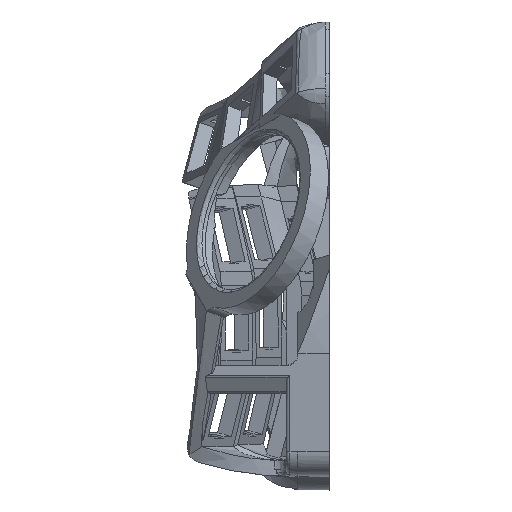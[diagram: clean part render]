
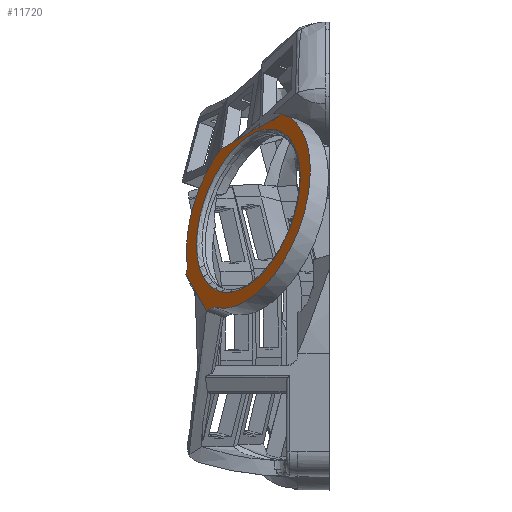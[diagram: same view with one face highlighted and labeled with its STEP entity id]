
A CAD part, left-side view. The second image highlights one B-rep face of the part: STEP entity #11720.
In plain terms, the highlighted planar face has unit normal (-0.525, 0.796, 0.3).
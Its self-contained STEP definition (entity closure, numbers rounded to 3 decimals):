
#360=CIRCLE('',#12233,26.);
#363=CIRCLE('',#12236,26.);
#365=CIRCLE('',#12243,5.);
#368=CIRCLE('',#12247,5.);
#369=CIRCLE('',#12252,21.8);
#374=CIRCLE('',#12259,22.7);
#724=FACE_BOUND('',#1976,.T.);
#1335=FACE_OUTER_BOUND('',#1975,.T.);
#1975=EDGE_LOOP('',(#10708,#10709,#10710,#10711,#10712,#10713,#10714,#10715,
#10716));
#1976=EDGE_LOOP('',(#10717));
#2074=LINE('',#15040,#3312);
#3211=LINE('',#24993,#4449);
#3221=LINE('',#25049,#4459);
#3222=LINE('',#25052,#4460);
#3312=VECTOR('',#12423,10.);
#4449=VECTOR('',#14464,10.);
#4459=VECTOR('',#14540,10.);
#4460=VECTOR('',#14543,10.);
#4561=VERTEX_POINT('',#15038);
#4562=VERTEX_POINT('',#15039);
#5558=VERTEX_POINT('',#24990);
#5559=VERTEX_POINT('',#24992);
#5560=VERTEX_POINT('',#25002);
#5563=VERTEX_POINT('',#25009);
#5564=VERTEX_POINT('',#25011);
#5568=VERTEX_POINT('',#25036);
#5572=VERTEX_POINT('',#25048);
#5573=VERTEX_POINT('',#25050);
#5695=EDGE_CURVE('',#4561,#4562,#2074,.T.);
#7262=EDGE_CURVE('',#5559,#5558,#3211,.T.);
#7267=EDGE_CURVE('',#5560,#5559,#360,.T.);
#7272=EDGE_CURVE('',#5564,#5563,#363,.T.);
#7277=EDGE_CURVE('',#4562,#5563,#365,.T.);
#7280=EDGE_CURVE('',#4561,#5560,#368,.F.);
#7286=EDGE_CURVE('',#5568,#5568,#369,.T.);
#7292=EDGE_CURVE('',#5558,#5572,#3221,.T.);
#7293=EDGE_CURVE('',#5572,#5573,#374,.T.);
#7294=EDGE_CURVE('',#5573,#5564,#3222,.T.);
#10708=ORIENTED_EDGE('',*,*,#5695,.F.);
#10709=ORIENTED_EDGE('',*,*,#7280,.T.);
#10710=ORIENTED_EDGE('',*,*,#7267,.T.);
#10711=ORIENTED_EDGE('',*,*,#7262,.T.);
#10712=ORIENTED_EDGE('',*,*,#7292,.T.);
#10713=ORIENTED_EDGE('',*,*,#7293,.T.);
#10714=ORIENTED_EDGE('',*,*,#7294,.T.);
#10715=ORIENTED_EDGE('',*,*,#7272,.T.);
#10716=ORIENTED_EDGE('',*,*,#7277,.F.);
#10717=ORIENTED_EDGE('',*,*,#7286,.F.);
#11131=PLANE('',#12258);
#11720=ADVANCED_FACE('',(#1335,#724),#11131,.T.);
#12233=AXIS2_PLACEMENT_3D('',#25003,#14480,#14481);
#12236=AXIS2_PLACEMENT_3D('',#25012,#14488,#14489);
#12243=AXIS2_PLACEMENT_3D('',#25020,#14502,#14503);
#12247=AXIS2_PLACEMENT_3D('',#25025,#14510,#14511);
#12252=AXIS2_PLACEMENT_3D('',#25037,#14525,#14526);
#12258=AXIS2_PLACEMENT_3D('',#25047,#14538,#14539);
#12259=AXIS2_PLACEMENT_3D('',#25051,#14541,#14542);
#12423=DIRECTION('',(0.78,0.31,0.544));
#14464=DIRECTION('',(0.117,0.417,-0.901));
#14480=DIRECTION('center_axis',(-0.525,0.796,0.3));
#14481=DIRECTION('ref_axis',(0.466,-0.026,0.884));
#14488=DIRECTION('center_axis',(-0.525,0.796,0.3));
#14489=DIRECTION('ref_axis',(0.466,-0.026,0.884));
#14502=DIRECTION('center_axis',(-0.525,0.796,0.3));
#14503=DIRECTION('ref_axis',(-0.612,-0.599,0.517));
#14510=DIRECTION('center_axis',(-0.525,0.796,0.3));
#14511=DIRECTION('ref_axis',(0.052,-0.322,0.945));
#14525=DIRECTION('center_axis',(-0.525,0.796,0.3));
#14526=DIRECTION('ref_axis',(0.466,-0.026,0.884));
#14538=DIRECTION('center_axis',(-0.525,0.796,0.3));
#14539=DIRECTION('ref_axis',(0.466,-0.026,0.884));
#14540=DIRECTION('',(0.718,0.604,-0.345));
#14541=DIRECTION('center_axis',(-0.525,0.796,0.3));
#14542=DIRECTION('ref_axis',(0.466,-0.026,0.884));
#14543=DIRECTION('',(0.718,0.604,-0.345));
#15038=CARTESIAN_POINT('',(-113.071,23.186,-24.564));
#15039=CARTESIAN_POINT('',(-99.843,28.437,-15.345));
#15040=CARTESIAN_POINT('',(-106.457,25.812,-19.955));
#24990=CARTESIAN_POINT('',(-112.92,4.564,25.066));
#24992=CARTESIAN_POINT('',(-112.979,4.353,25.521));
#24993=CARTESIAN_POINT('',(-111.258,10.471,12.314));
#25002=CARTESIAN_POINT('',(-115.958,20.943,-23.67));
#25003=CARTESIAN_POINT('Origin',(-114.596,12.571,0.907));
#25009=CARTESIAN_POINT('',(-98.694,28.137,-12.539));
#25011=CARTESIAN_POINT('',(-94.991,19.645,16.451));
#25012=CARTESIAN_POINT('Origin',(-114.596,12.571,0.907));
#25020=CARTESIAN_POINT('Origin',(-95.636,31.131,-15.125));
#25025=CARTESIAN_POINT('Origin',(-116.22,22.553,-28.396));
#25036=CARTESIAN_POINT('',(-103.778,12.571,19.833));
#25037=CARTESIAN_POINT('Origin',(-114.596,12.571,0.907));
#25047=CARTESIAN_POINT('Origin',(-114.596,12.571,0.907));
#25048=CARTESIAN_POINT('',(-106.358,10.084,21.913));
#25049=CARTESIAN_POINT('',(-98.027,17.091,17.91));
#25050=CARTESIAN_POINT('',(-102.285,13.51,19.956));
#25051=CARTESIAN_POINT('Origin',(-114.596,12.571,0.907));
#25052=CARTESIAN_POINT('',(-98.027,17.091,17.91));
